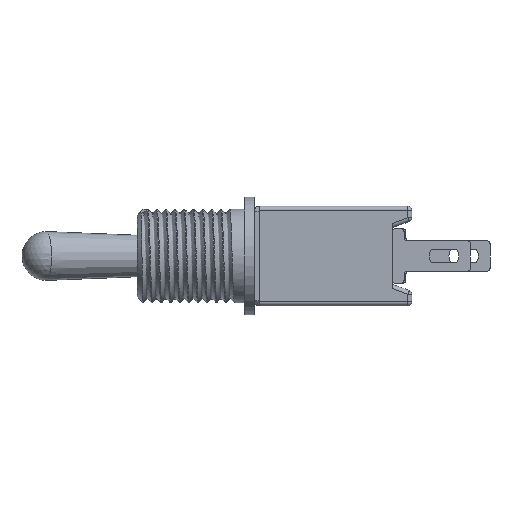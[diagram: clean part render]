
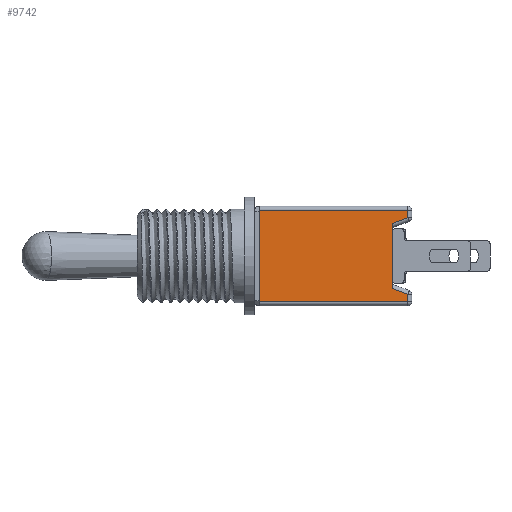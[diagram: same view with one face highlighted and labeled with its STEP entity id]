
A CAD part, left-side view. The second image highlights one B-rep face of the part: STEP entity #9742.
In plain terms, the highlighted planar face has unit normal (-1, 0, 0).
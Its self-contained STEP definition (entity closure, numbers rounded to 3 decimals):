
#767 = ORIENTED_EDGE ( 'NONE', *, *, #800, .T. ) ;
#800 = EDGE_CURVE ( 'NONE', #4877, #3786, #11196, .T. ) ;
#1669 = VECTOR ( 'NONE', #36214, 1000. ) ;
#1882 = DIRECTION ( 'NONE',  ( 0., 0., 1. ) ) ;
#2156 = VECTOR ( 'NONE', #27490, 1000. ) ;
#3326 = EDGE_CURVE ( 'NONE', #3786, #6190, #35058, .T. ) ;
#3405 = VECTOR ( 'NONE', #30343, 1000. ) ;
#3490 = LINE ( 'NONE', #14292, #27973 ) ;
#3786 = VERTEX_POINT ( 'NONE', #12227 ) ;
#4119 = DIRECTION ( 'NONE',  ( 1., 0., 0. ) ) ;
#4877 = VERTEX_POINT ( 'NONE', #20632 ) ;
#5114 = LINE ( 'NONE', #11172, #38015 ) ;
#6190 = VERTEX_POINT ( 'NONE', #19608 ) ;
#6627 = FACE_OUTER_BOUND ( 'NONE', #36934, .T. ) ;
#8356 = CARTESIAN_POINT ( 'NONE',  ( -4.05, 2.319, -0.419 ) ) ;
#8683 = CARTESIAN_POINT ( 'NONE',  ( -4.05, 3.4, 2.35 ) ) ;
#9562 = VERTEX_POINT ( 'NONE', #35494 ) ;
#9742 = ADVANCED_FACE ( 'NONE', ( #6627 ), #13616, .F. ) ;
#10359 = EDGE_CURVE ( 'NONE', #25925, #40275, #35580, .T. ) ;
#10531 = ORIENTED_EDGE ( 'NONE', *, *, #12193, .T. ) ;
#11172 = CARTESIAN_POINT ( 'NONE',  ( -4.05, 3.4, 2.35 ) ) ;
#11196 = LINE ( 'NONE', #34864, #27184 ) ;
#11248 = ORIENTED_EDGE ( 'NONE', *, *, #29591, .T. ) ;
#12193 = EDGE_CURVE ( 'NONE', #9562, #20591, #5114, .T. ) ;
#12227 = CARTESIAN_POINT ( 'NONE',  ( -4.05, -3.4, 1.663 ) ) ;
#13616 = PLANE ( 'NONE',  #36942 ) ;
#14292 = CARTESIAN_POINT ( 'NONE',  ( -4.05, -4.2, 2.55 ) ) ;
#17107 = CARTESIAN_POINT ( 'NONE',  ( -4.05, -4.2, 2.55 ) ) ;
#19386 = ORIENTED_EDGE ( 'NONE', *, *, #32296, .T. ) ;
#19608 = CARTESIAN_POINT ( 'NONE',  ( -4.05, -4.2, 1.954 ) ) ;
#20591 = VERTEX_POINT ( 'NONE', #8683 ) ;
#20632 = CARTESIAN_POINT ( 'NONE',  ( -4.05, -3.4, -1.663 ) ) ;
#20819 = DIRECTION ( 'NONE',  ( 0., 1., 0. ) ) ;
#22975 = ORIENTED_EDGE ( 'NONE', *, *, #10359, .T. ) ;
#24316 = ORIENTED_EDGE ( 'NONE', *, *, #29892, .T. ) ;
#24797 = ORIENTED_EDGE ( 'NONE', *, *, #32045, .T. ) ;
#24950 = LINE ( 'NONE', #37284, #32446 ) ;
#25339 = CARTESIAN_POINT ( 'NONE',  ( -4.05, -4.2, -2.35 ) ) ;
#25925 = VERTEX_POINT ( 'NONE', #25339 ) ;
#26455 = DIRECTION ( 'NONE',  ( 0., 1., 0. ) ) ;
#27137 = CARTESIAN_POINT ( 'NONE',  ( -4.05, 3.959, 1.015 ) ) ;
#27184 = VECTOR ( 'NONE', #37937, 1000. ) ;
#27490 = DIRECTION ( 'NONE',  ( 0., -0.94, 0.342 ) ) ;
#27699 = ORIENTED_EDGE ( 'NONE', *, *, #3326, .T. ) ;
#27973 = VECTOR ( 'NONE', #1882, 1000. ) ;
#29174 = CARTESIAN_POINT ( 'NONE',  ( -4.05, 3.4, -2.35 ) ) ;
#29591 = EDGE_CURVE ( 'NONE', #6190, #9562, #3490, .T. ) ;
#29892 = EDGE_CURVE ( 'NONE', #30925, #25925, #24950, .T. ) ;
#30343 = DIRECTION ( 'NONE',  ( 0., 0.94, 0.342 ) ) ;
#30925 = VERTEX_POINT ( 'NONE', #29174 ) ;
#32045 = EDGE_CURVE ( 'NONE', #20591, #30925, #40392, .T. ) ;
#32296 = EDGE_CURVE ( 'NONE', #40275, #4877, #37369, .T. ) ;
#32446 = VECTOR ( 'NONE', #40506, 1000. ) ;
#34864 = CARTESIAN_POINT ( 'NONE',  ( -4.05, -3.4, 2.55 ) ) ;
#35058 = LINE ( 'NONE', #8356, #2156 ) ;
#35494 = CARTESIAN_POINT ( 'NONE',  ( -4.05, -4.2, 2.35 ) ) ;
#35580 = LINE ( 'NONE', #17107, #1669 ) ;
#36214 = DIRECTION ( 'NONE',  ( 0., 0., 1. ) ) ;
#36332 = CARTESIAN_POINT ( 'NONE',  ( -4.05, 3.4, 2.55 ) ) ;
#36934 = EDGE_LOOP ( 'NONE', ( #767, #27699, #11248, #10531, #24797, #24316, #22975, #19386 ) ) ;
#36942 = AXIS2_PLACEMENT_3D ( 'NONE', #39144, #4119, #26455 ) ;
#37058 = CARTESIAN_POINT ( 'NONE',  ( -4.05, -4.2, -1.954 ) ) ;
#37284 = CARTESIAN_POINT ( 'NONE',  ( -4.05, 3.4, -2.35 ) ) ;
#37369 = LINE ( 'NONE', #27137, #3405 ) ;
#37937 = DIRECTION ( 'NONE',  ( 0., 0., 1. ) ) ;
#38015 = VECTOR ( 'NONE', #20819, 1000. ) ;
#39144 = CARTESIAN_POINT ( 'NONE',  ( -4.05, 3.4, 2.55 ) ) ;
#39403 = VECTOR ( 'NONE', #39550, 1000. ) ;
#39550 = DIRECTION ( 'NONE',  ( 0., 0., -1. ) ) ;
#40275 = VERTEX_POINT ( 'NONE', #37058 ) ;
#40392 = LINE ( 'NONE', #36332, #39403 ) ;
#40506 = DIRECTION ( 'NONE',  ( 0., -1., 0. ) ) ;
